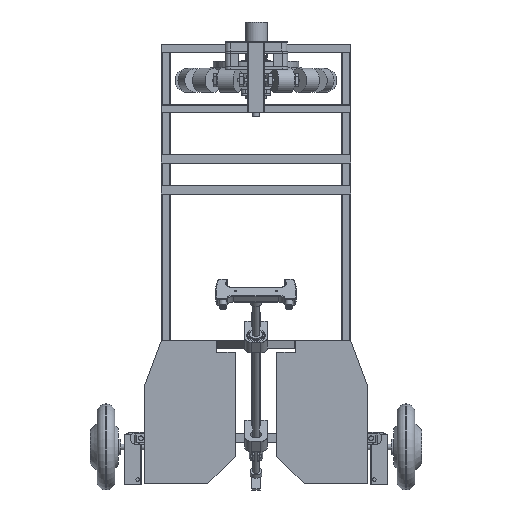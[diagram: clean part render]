
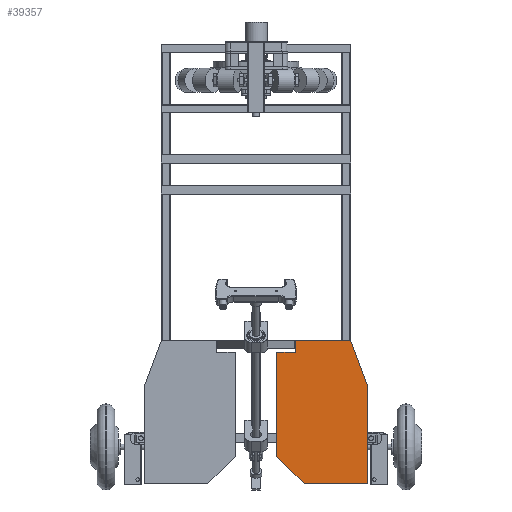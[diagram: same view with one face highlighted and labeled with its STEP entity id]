
A CAD part, top view. The second image highlights one B-rep face of the part: STEP entity #39357.
In plain terms, the highlighted planar face has unit normal (0, 0, 1).
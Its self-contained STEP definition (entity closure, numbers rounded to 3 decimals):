
#2544=PLANE('',#43162);
#4729=FACE_OUTER_BOUND('',#7372,.T.);
#7372=EDGE_LOOP('',(#36477,#36478,#36479,#36480,#36481,#36482,#36483,#36484));
#11196=LINE('',#66226,#15050);
#11200=LINE('',#66234,#15054);
#11203=LINE('',#66240,#15057);
#11204=LINE('',#66242,#15058);
#11205=LINE('',#66244,#15059);
#11206=LINE('',#66246,#15060);
#11207=LINE('',#66248,#15061);
#11208=LINE('',#66249,#15062);
#15050=VECTOR('',#54190,10.);
#15054=VECTOR('',#54196,10.);
#15057=VECTOR('',#54201,10.);
#15058=VECTOR('',#54202,10.);
#15059=VECTOR('',#54203,10.);
#15060=VECTOR('',#54204,10.);
#15061=VECTOR('',#54205,10.);
#15062=VECTOR('',#54206,10.);
#20120=VERTEX_POINT('',#66224);
#20121=VERTEX_POINT('',#66225);
#20124=VERTEX_POINT('',#66233);
#20126=VERTEX_POINT('',#66239);
#20127=VERTEX_POINT('',#66241);
#20128=VERTEX_POINT('',#66243);
#20129=VERTEX_POINT('',#66245);
#20130=VERTEX_POINT('',#66247);
#25575=EDGE_CURVE('',#20120,#20121,#11196,.T.);
#25579=EDGE_CURVE('',#20121,#20124,#11200,.F.);
#25582=EDGE_CURVE('',#20126,#20120,#11203,.T.);
#25583=EDGE_CURVE('',#20127,#20126,#11204,.T.);
#25584=EDGE_CURVE('',#20128,#20127,#11205,.T.);
#25585=EDGE_CURVE('',#20129,#20128,#11206,.T.);
#25586=EDGE_CURVE('',#20130,#20129,#11207,.T.);
#25587=EDGE_CURVE('',#20124,#20130,#11208,.T.);
#36477=ORIENTED_EDGE('',*,*,#25575,.F.);
#36478=ORIENTED_EDGE('',*,*,#25582,.F.);
#36479=ORIENTED_EDGE('',*,*,#25583,.F.);
#36480=ORIENTED_EDGE('',*,*,#25584,.F.);
#36481=ORIENTED_EDGE('',*,*,#25585,.F.);
#36482=ORIENTED_EDGE('',*,*,#25586,.F.);
#36483=ORIENTED_EDGE('',*,*,#25587,.F.);
#36484=ORIENTED_EDGE('',*,*,#25579,.F.);
#39357=ADVANCED_FACE('',(#4729),#2544,.F.);
#43162=AXIS2_PLACEMENT_3D('',#66238,#54199,#54200);
#54190=DIRECTION('',(-0.707,0.707,0.));
#54196=DIRECTION('',(0.,-1.,0.));
#54199=DIRECTION('center_axis',(0.,0.,
-1.));
#54200=DIRECTION('ref_axis',(-1.,0.,0.));
#54201=DIRECTION('',(-1.,0.,0.));
#54202=DIRECTION('',(0.,-1.,0.));
#54203=DIRECTION('',(0.347,-0.938,0.));
#54204=DIRECTION('',(1.,0.,0.));
#54205=DIRECTION('',(0.,1.,0.));
#54206=DIRECTION('',(1.,0.,0.));
#66224=CARTESIAN_POINT('',(140.,-1157.5,-13.));
#66225=CARTESIAN_POINT('',(60.,-1077.5,-13.));
#66226=CARTESIAN_POINT('',(59.375,-1076.875,-13.));
#66233=CARTESIAN_POINT('',(60.,-775.,-13.));
#66234=CARTESIAN_POINT('',(60.,-972.5,-13.));
#66238=CARTESIAN_POINT('Origin',(160.,-895.,-13.));
#66239=CARTESIAN_POINT('',(325.,-1157.5,-13.));
#66240=CARTESIAN_POINT('',(220.,-1157.5,-13.));
#66241=CARTESIAN_POINT('',(325.,-875.,-13.));
#66242=CARTESIAN_POINT('',(325.,-817.5,-13.));
#66243=CARTESIAN_POINT('',(275.,-740.,-13.));
#66244=CARTESIAN_POINT('',(305.805,-823.174,-13.));
#66245=CARTESIAN_POINT('',(115.,-740.,-13.));
#66246=CARTESIAN_POINT('',(280.,-740.,-13.));
#66247=CARTESIAN_POINT('',(115.,-775.,-13.));
#66248=CARTESIAN_POINT('',(115.,-810.,-13.));
#66249=CARTESIAN_POINT('',(137.5,-775.,-13.));
